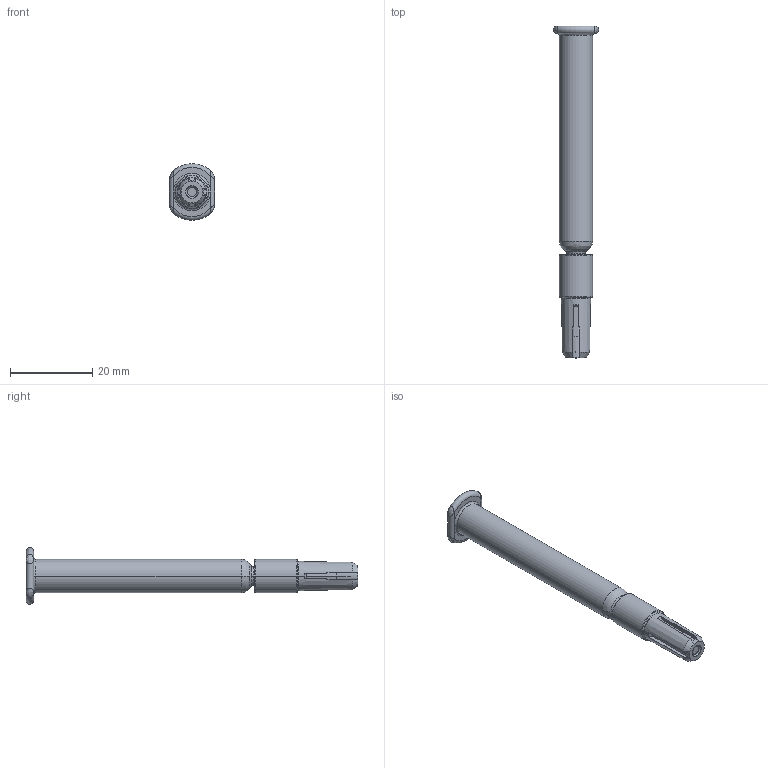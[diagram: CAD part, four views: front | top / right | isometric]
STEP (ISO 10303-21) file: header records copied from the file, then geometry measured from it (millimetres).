
FILE_DESCRIPTION((''),'2;1');
FILE_NAME('EMK0600_ASM','2023-03-17T12:58:21',('ZKHO'),('Device R&D - Novo Nordisk'),'CREO PARAMETRIC BY PTC INC, 2020281','CREO PARAMETRIC BY PTC INC, 2020281','');
FILE_SCHEMA(('CONFIG_CONTROL_DESIGN','SHAPE_APPEARANCE_LAYERS_GROUPS'));
Length unit declared in the file: millimetre
Products named in the file (7): EMK0600; G29_NEEDLE; HARD_NEEDLE_CAP; RUBBER_NEEDLE_SHIELD; NEEDLE_SHIELD_ASM; 21-032-06_REDUCED_DIA; EMK0600_ASM
Assembly tree (6 placements, depth 3):
  EMK0600_ASM
    EMK0600
    G29_NEEDLE
    NEEDLE_SHIELD_ASM
      HARD_NEEDLE_CAP
      RUBBER_NEEDLE_SHIELD
    21-032-06_REDUCED_DIA
Bounding box: 11 x 80.9 x 13.8 mm (x, y, z)
Volume: 2403 mm3; surface area: 4900.1 mm2
Topology: 5 solids, 5 shells, 243 faces, 539 edges, 310 vertices
Faces by surface type: torus 64, cone 52, cylinder 52, plane 41, bspline 30, revolution 2, sphere 2
Entity records: 10533 total; most frequent: CARTESIAN_POINT 3915, DIRECTION 1172, ORIENTED_EDGE 1070, EDGE_CURVE 535, AXIS2_PLACEMENT_3D 524, PRESENTATION_STYLE_ASSIGNMENT 359, STYLED_ITEM 359, CURVE_STYLE 356
